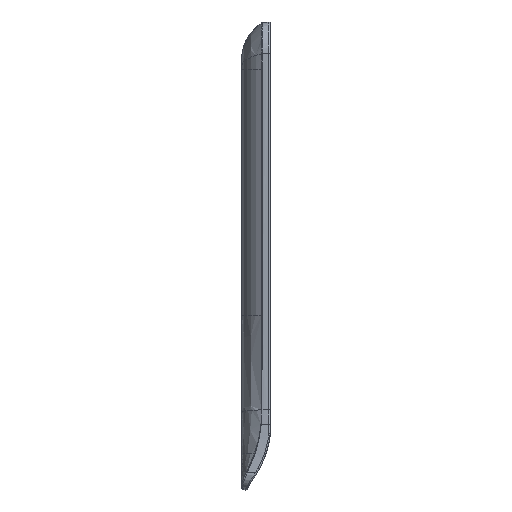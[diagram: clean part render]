
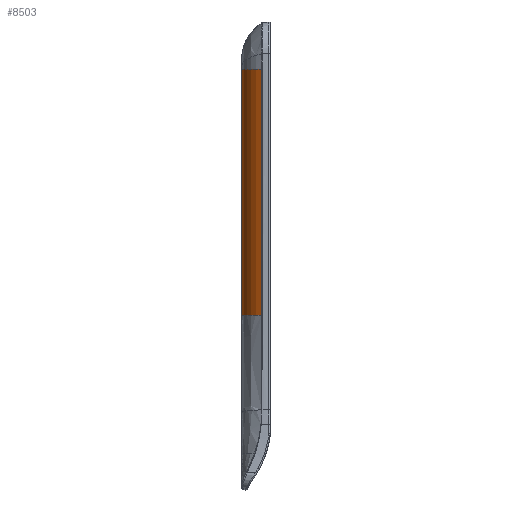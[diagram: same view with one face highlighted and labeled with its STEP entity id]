
A CAD part, left-side view. The second image highlights one B-rep face of the part: STEP entity #8503.
In plain terms, the highlighted face is a extrusion surface.
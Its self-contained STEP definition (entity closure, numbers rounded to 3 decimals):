
#147=CARTESIAN_POINT('',(-106.6,13.,149.6));
#417=CARTESIAN_POINT('',(-119.545,6.084,64.6));
#459=DIRECTION('',(0.,0.,-1.));
#460=VECTOR('',#459,85.);
#461=CARTESIAN_POINT('',(-119.545,6.083,149.6));
#462=LINE('',#461,#460);
#463=CARTESIAN_POINT('',(-119.545,6.084,64.6));
#464=CARTESIAN_POINT('',(-116.597,10.496,64.6));
#465=CARTESIAN_POINT('',(-111.914,13.,64.6));
#466=CARTESIAN_POINT('',(-106.6,13.,64.6));
#468=DIRECTION('',(0.,0.,1.));
#469=VECTOR('',#468,85.);
#470=CARTESIAN_POINT('',(-106.6,13.,64.6));
#471=LINE('',#470,#469);
#479=CARTESIAN_POINT('',(-119.545,6.083,149.6));
#480=CARTESIAN_POINT('',(-116.597,10.496,149.6));
#481=CARTESIAN_POINT('',(-111.914,13.,149.6));
#482=CARTESIAN_POINT('',(-106.6,13.,149.6));
#6342=VERTEX_POINT('',#147);
#6343=CARTESIAN_POINT('',(-106.6,13.,64.6));
#6344=VERTEX_POINT('',#6343);
#6386=VERTEX_POINT('',#417);
#6390=CARTESIAN_POINT('',(-119.545,6.083,149.6));
#6391=VERTEX_POINT('',#6390);
#8486=CARTESIAN_POINT('',(-106.413,12.999,149.6));
#8487=CARTESIAN_POINT('',(-106.476,13.,149.6));
#8488=CARTESIAN_POINT('',(-111.86,13.029,149.6));
#8489=CARTESIAN_POINT('',(-116.652,10.467,149.6));
#8490=CARTESIAN_POINT('',(-119.614,5.98,149.6));
#8491=CARTESIAN_POINT('',(-119.648,5.927,149.6));
#8493=DIRECTION('',(0.,0.,-1.));
#8494=VECTOR('',#8493,1.);
#8495=SURFACE_OF_LINEAR_EXTRUSION('',#8492,#8494);
#8496=ORIENTED_EDGE('',*,*,#8476,.T.);
#8497=ORIENTED_EDGE('',*,*,#8391,.T.);
#8498=ORIENTED_EDGE('',*,*,#7805,.T.);
#8500=ORIENTED_EDGE('',*,*,#8499,.F.);
#8501=EDGE_LOOP('',(#8496,#8497,#8498,#8500));
#8502=FACE_OUTER_BOUND('',#8501,.F.);
#8503=ADVANCED_FACE('',(#8502),#8495,.F.);
#467=B_SPLINE_CURVE_WITH_KNOTS('',3,(#463,#464,#465,#466),.UNSPECIFIED.,.F.,.F.,
(4,4),(0.,1.),.UNSPECIFIED.);
#483=B_SPLINE_CURVE_WITH_KNOTS('',3,(#479,#480,#481,#482),.UNSPECIFIED.,.F.,.F.,
(4,4),(0.,1.),.UNSPECIFIED.);
#7805=EDGE_CURVE('',#6344,#6342,#471,.T.);
#8391=EDGE_CURVE('',#6386,#6344,#467,.T.);
#8476=EDGE_CURVE('',#6391,#6386,#462,.T.);
#8492=B_SPLINE_CURVE_WITH_KNOTS('',3,(#8486,#8487,#8488,#8489,#8490,#8491),
.UNSPECIFIED.,.F.,.F.,(4,1,1,4),(0.,0.011,0.989,1.),
.UNSPECIFIED.);
#8499=EDGE_CURVE('',#6391,#6342,#483,.T.);
